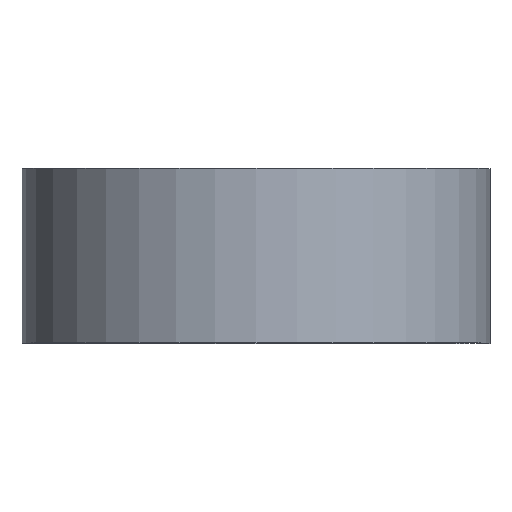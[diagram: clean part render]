
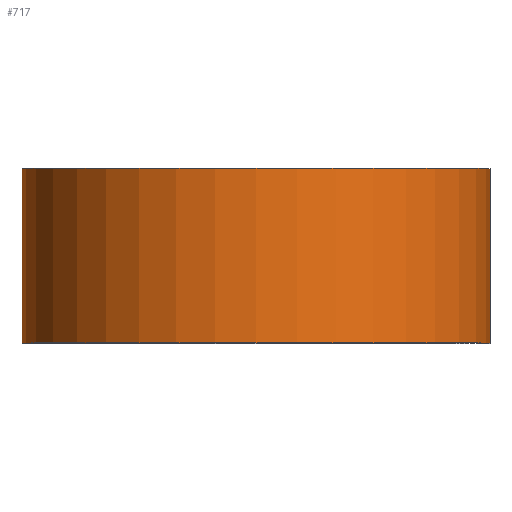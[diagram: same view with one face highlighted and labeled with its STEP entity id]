
A CAD part, top view. The second image highlights one B-rep face of the part: STEP entity #717.
In plain terms, the highlighted cylindrical face has radius 29.794 mm (diameter 59.588 mm), a partial arc.
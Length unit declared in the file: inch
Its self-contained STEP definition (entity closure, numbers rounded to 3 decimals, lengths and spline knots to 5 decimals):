
#3 = DIRECTION ( 'NONE',  ( 0., 0., -1. ) ) ;
#34 = ORIENTED_EDGE ( 'NONE', *, *, #81, .T. ) ;
#48 = CARTESIAN_POINT ( 'NONE',  ( 1.173, 0.4375, 0. ) ) ;
#81 = EDGE_CURVE ( 'NONE', #296, #546, #204, .T. ) ;
#100 = CYLINDRICAL_SURFACE ( 'NONE', #497, 1.173 ) ;
#104 = FACE_OUTER_BOUND ( 'NONE', #230, .T. ) ;
#112 = CIRCLE ( 'NONE', #349, 1.173 ) ;
#134 = CARTESIAN_POINT ( 'NONE',  ( 0., -0.4375, -1.173 ) ) ;
#141 = CARTESIAN_POINT ( 'NONE',  ( 1.173, -0.4375, 0. ) ) ;
#204 = CIRCLE ( 'NONE', #496, 1.173 ) ;
#229 = EDGE_CURVE ( 'NONE', #437, #296, #323, .T. ) ;
#230 = EDGE_LOOP ( 'NONE', ( #34, #411, #653, #478 ) ) ;
#266 = EDGE_CURVE ( 'NONE', #279, #546, #314, .T. ) ;
#268 = DIRECTION ( 'NONE',  ( 0., -1., 0. ) ) ;
#279 = VERTEX_POINT ( 'NONE', #636 ) ;
#287 = VECTOR ( 'NONE', #632, 39.37008 ) ;
#296 = VERTEX_POINT ( 'NONE', #134 ) ;
#314 = LINE ( 'NONE', #48, #287 ) ;
#323 = LINE ( 'NONE', #520, #404 ) ;
#349 = AXIS2_PLACEMENT_3D ( 'NONE', #691, #639, #634 ) ;
#404 = VECTOR ( 'NONE', #716, 39.37008 ) ;
#411 = ORIENTED_EDGE ( 'NONE', *, *, #266, .F. ) ;
#437 = VERTEX_POINT ( 'NONE', #521 ) ;
#478 = ORIENTED_EDGE ( 'NONE', *, *, #229, .T. ) ;
#481 = CARTESIAN_POINT ( 'NONE',  ( 0., 0.4375, 0. ) ) ;
#496 = AXIS2_PLACEMENT_3D ( 'NONE', #617, #655, #675 ) ;
#497 = AXIS2_PLACEMENT_3D ( 'NONE', #481, #268, #3 ) ;
#520 = CARTESIAN_POINT ( 'NONE',  ( 0., 0.4375, -1.173 ) ) ;
#521 = CARTESIAN_POINT ( 'NONE',  ( 0., 0.4375, -1.173 ) ) ;
#546 = VERTEX_POINT ( 'NONE', #141 ) ;
#617 = CARTESIAN_POINT ( 'NONE',  ( 0., -0.4375, 0. ) ) ;
#632 = DIRECTION ( 'NONE',  ( 0., -1., 0. ) ) ;
#634 = DIRECTION ( 'NONE',  ( 1., 0., 0. ) ) ;
#636 = CARTESIAN_POINT ( 'NONE',  ( 1.173, 0.4375, 0. ) ) ;
#639 = DIRECTION ( 'NONE',  ( 0., 1., 0. ) ) ;
#653 = ORIENTED_EDGE ( 'NONE', *, *, #706, .F. ) ;
#655 = DIRECTION ( 'NONE',  ( 0., 1., 0. ) ) ;
#675 = DIRECTION ( 'NONE',  ( 1., 0., 0. ) ) ;
#691 = CARTESIAN_POINT ( 'NONE',  ( 0., 0.4375, 0. ) ) ;
#706 = EDGE_CURVE ( 'NONE', #437, #279, #112, .T. ) ;
#716 = DIRECTION ( 'NONE',  ( 0., -1., 0. ) ) ;
#717 = ADVANCED_FACE ( 'NONE', ( #104 ), #100, .T. ) ;
